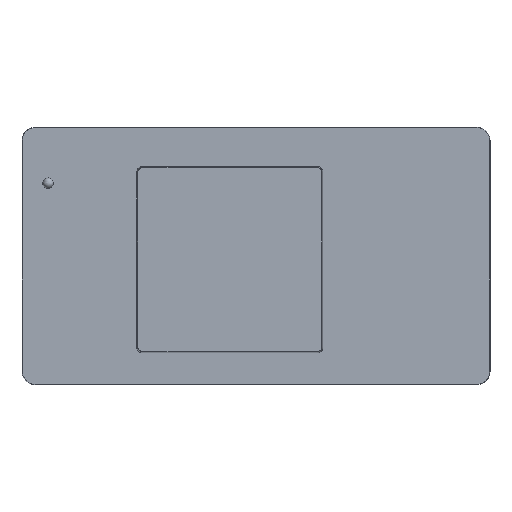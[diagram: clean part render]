
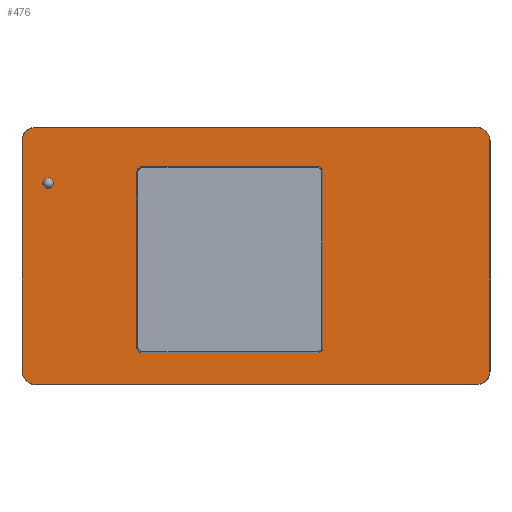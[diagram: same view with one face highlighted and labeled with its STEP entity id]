
A CAD part, top view. The second image highlights one B-rep face of the part: STEP entity #476.
In plain terms, the highlighted planar face has unit normal (0, 0, 1).
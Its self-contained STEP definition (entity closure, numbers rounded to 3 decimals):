
#62=DIRECTION('',(-1.,0.,0.));
#63=VECTOR('',#62,16.964);
#64=CARTESIAN_POINT('',(17.482,9.882,1.04));
#65=LINE('',#64,#63);
#70=CARTESIAN_POINT('',(17.982,9.382,1.04));
#71=CARTESIAN_POINT('',(17.982,9.549,1.04));
#72=CARTESIAN_POINT('',(17.856,9.756,1.04));
#73=CARTESIAN_POINT('',(17.649,9.882,1.04));
#74=CARTESIAN_POINT('',(17.482,9.882,1.04));
#76=DIRECTION('',(0.,1.,0.));
#77=VECTOR('',#76,8.864);
#78=CARTESIAN_POINT('',(17.982,0.518,1.04));
#79=LINE('',#78,#77);
#80=CARTESIAN_POINT('',(17.482,0.018,1.04));
#81=CARTESIAN_POINT('',(17.649,0.018,1.04));
#82=CARTESIAN_POINT('',(17.856,0.144,1.04));
#83=CARTESIAN_POINT('',(17.982,0.351,1.04));
#84=CARTESIAN_POINT('',(17.982,0.518,1.04));
#86=DIRECTION('',(1.,0.,0.));
#87=VECTOR('',#86,16.964);
#88=CARTESIAN_POINT('',(0.518,0.018,1.04));
#89=LINE('',#88,#87);
#90=CARTESIAN_POINT('',(0.018,0.518,1.04));
#91=CARTESIAN_POINT('',(0.018,0.351,1.04));
#92=CARTESIAN_POINT('',(0.144,0.144,1.04));
#93=CARTESIAN_POINT('',(0.351,0.018,1.04));
#94=CARTESIAN_POINT('',(0.518,0.018,1.04));
#96=CARTESIAN_POINT('',(0.518,9.882,1.04));
#97=CARTESIAN_POINT('',(0.351,9.882,1.04));
#98=CARTESIAN_POINT('',(0.144,9.756,1.04));
#99=CARTESIAN_POINT('',(0.018,9.549,1.04));
#100=CARTESIAN_POINT('',(0.018,9.382,1.04));
#102=DIRECTION('',(0.,-1.,0.));
#103=VECTOR('',#102,6.75);
#104=CARTESIAN_POINT('',(4.418,8.182,1.04));
#105=LINE('',#104,#103);
#106=DIRECTION('',(1.,0.,0.));
#107=VECTOR('',#106,6.75);
#108=CARTESIAN_POINT('',(4.618,1.232,1.04));
#109=LINE('',#108,#107);
#110=DIRECTION('',(0.,1.,0.));
#111=VECTOR('',#110,6.75);
#112=CARTESIAN_POINT('',(11.568,1.432,1.04));
#113=LINE('',#112,#111);
#114=DIRECTION('',(-1.,0.,0.));
#115=VECTOR('',#114,6.75);
#116=CARTESIAN_POINT('',(11.368,8.382,1.04));
#117=LINE('',#116,#115);
#118=CARTESIAN_POINT('',(1.,7.75,1.04));
#119=DIRECTION('',(0.,0.,-1.));
#120=DIRECTION('',(0.,1.,0.));
#121=AXIS2_PLACEMENT_3D('',#118,#119,#120);
#123=CARTESIAN_POINT('',(1.,7.75,1.04));
#124=DIRECTION('',(0.,0.,-1.));
#125=DIRECTION('',(0.,-1.,0.));
#126=AXIS2_PLACEMENT_3D('',#123,#124,#125);
#148=DIRECTION('',(0.,-1.,0.));
#149=VECTOR('',#148,8.864);
#150=CARTESIAN_POINT('',(0.018,9.382,1.04));
#151=LINE('',#150,#149);
#208=CARTESIAN_POINT('',(11.368,8.382,1.04));
#209=CARTESIAN_POINT('',(11.435,8.382,1.04));
#210=CARTESIAN_POINT('',(11.518,8.331,1.04));
#211=CARTESIAN_POINT('',(11.568,8.249,1.04));
#212=CARTESIAN_POINT('',(11.568,8.182,1.04));
#226=CARTESIAN_POINT('',(4.418,8.182,1.04));
#227=CARTESIAN_POINT('',(4.418,8.249,1.04));
#228=CARTESIAN_POINT('',(4.469,8.331,1.04));
#229=CARTESIAN_POINT('',(4.551,8.382,1.04));
#230=CARTESIAN_POINT('',(4.618,8.382,1.04));
#232=CARTESIAN_POINT('',(11.568,1.432,1.04));
#233=CARTESIAN_POINT('',(11.568,1.365,1.04));
#234=CARTESIAN_POINT('',(11.518,1.282,1.04));
#235=CARTESIAN_POINT('',(11.435,1.232,1.04));
#236=CARTESIAN_POINT('',(11.368,1.232,1.04));
#246=CARTESIAN_POINT('',(4.618,1.232,1.04));
#247=CARTESIAN_POINT('',(4.551,1.232,1.04));
#248=CARTESIAN_POINT('',(4.469,1.282,1.04));
#249=CARTESIAN_POINT('',(4.418,1.365,1.04));
#250=CARTESIAN_POINT('',(4.418,1.432,1.04));
#300=CARTESIAN_POINT('',(17.482,9.882,1.04));
#301=CARTESIAN_POINT('',(0.518,9.882,1.04));
#302=VERTEX_POINT('',#300);
#303=VERTEX_POINT('',#301);
#304=CARTESIAN_POINT('',(0.018,9.382,1.04));
#305=CARTESIAN_POINT('',(0.018,0.518,1.04));
#306=VERTEX_POINT('',#304);
#307=VERTEX_POINT('',#305);
#308=CARTESIAN_POINT('',(0.518,0.018,1.04));
#309=CARTESIAN_POINT('',(17.482,0.018,1.04));
#310=VERTEX_POINT('',#308);
#311=VERTEX_POINT('',#309);
#312=CARTESIAN_POINT('',(17.982,0.518,1.04));
#313=CARTESIAN_POINT('',(17.982,9.382,1.04));
#314=VERTEX_POINT('',#312);
#315=VERTEX_POINT('',#313);
#332=CARTESIAN_POINT('',(11.568,1.432,1.04));
#333=CARTESIAN_POINT('',(11.568,8.182,1.04));
#334=VERTEX_POINT('',#332);
#335=VERTEX_POINT('',#333);
#336=CARTESIAN_POINT('',(11.368,8.382,1.04));
#337=CARTESIAN_POINT('',(4.618,8.382,1.04));
#338=VERTEX_POINT('',#336);
#339=VERTEX_POINT('',#337);
#340=CARTESIAN_POINT('',(4.418,8.182,1.04));
#341=CARTESIAN_POINT('',(4.418,1.432,1.04));
#342=VERTEX_POINT('',#340);
#343=VERTEX_POINT('',#341);
#344=CARTESIAN_POINT('',(4.618,1.232,1.04));
#345=CARTESIAN_POINT('',(11.368,1.232,1.04));
#346=VERTEX_POINT('',#344);
#347=VERTEX_POINT('',#345);
#364=CARTESIAN_POINT('',(1.,7.95,1.04));
#365=CARTESIAN_POINT('',(1.,7.55,1.04));
#366=VERTEX_POINT('',#364);
#367=VERTEX_POINT('',#365);
#431=CARTESIAN_POINT('',(0.,0.,1.04));
#432=DIRECTION('',(0.,0.,1.));
#433=DIRECTION('',(1.,0.,0.));
#434=AXIS2_PLACEMENT_3D('',#431,#432,#433);
#435=PLANE('',#434);
#436=ORIENTED_EDGE('',*,*,#410,.F.);
#437=ORIENTED_EDGE('',*,*,#422,.F.);
#439=ORIENTED_EDGE('',*,*,#438,.F.);
#441=ORIENTED_EDGE('',*,*,#440,.F.);
#443=ORIENTED_EDGE('',*,*,#442,.F.);
#445=ORIENTED_EDGE('',*,*,#444,.F.);
#447=ORIENTED_EDGE('',*,*,#446,.F.);
#449=ORIENTED_EDGE('',*,*,#448,.F.);
#450=EDGE_LOOP('',(#436,#437,#439,#441,#443,#445,#447,#449));
#451=FACE_OUTER_BOUND('',#450,.F.);
#453=ORIENTED_EDGE('',*,*,#452,.T.);
#455=ORIENTED_EDGE('',*,*,#454,.F.);
#457=ORIENTED_EDGE('',*,*,#456,.T.);
#459=ORIENTED_EDGE('',*,*,#458,.F.);
#461=ORIENTED_EDGE('',*,*,#460,.T.);
#463=ORIENTED_EDGE('',*,*,#462,.F.);
#465=ORIENTED_EDGE('',*,*,#464,.T.);
#467=ORIENTED_EDGE('',*,*,#466,.F.);
#468=EDGE_LOOP('',(#453,#455,#457,#459,#461,#463,#465,#467));
#469=FACE_BOUND('',#468,.F.);
#471=ORIENTED_EDGE('',*,*,#470,.F.);
#473=ORIENTED_EDGE('',*,*,#472,.F.);
#474=EDGE_LOOP('',(#471,#473));
#475=FACE_BOUND('',#474,.F.);
#476=ADVANCED_FACE('',(#451,#469,#475),#435,.T.);
#75=B_SPLINE_CURVE_WITH_KNOTS('',3,(#70,#71,#72,#73,#74),.UNSPECIFIED.,.F.,.F.,(
4,1,4),(0.,0.5,1.),.UNSPECIFIED.);
#85=B_SPLINE_CURVE_WITH_KNOTS('',3,(#80,#81,#82,#83,#84),.UNSPECIFIED.,.F.,.F.,(
4,1,4),(0.,0.5,1.),.UNSPECIFIED.);
#95=B_SPLINE_CURVE_WITH_KNOTS('',3,(#90,#91,#92,#93,#94),.UNSPECIFIED.,.F.,.F.,(
4,1,4),(0.,0.5,1.),.UNSPECIFIED.);
#101=B_SPLINE_CURVE_WITH_KNOTS('',3,(#96,#97,#98,#99,#100),.UNSPECIFIED.,.F.,
.F.,(4,1,4),(0.,0.5,1.),.UNSPECIFIED.);
#122=CIRCLE('',#121,0.2);
#127=CIRCLE('',#126,0.2);
#213=B_SPLINE_CURVE_WITH_KNOTS('',3,(#208,#209,#210,#211,#212),.UNSPECIFIED.,
.F.,.F.,(4,1,4),(0.,0.5,1.),.UNSPECIFIED.);
#231=B_SPLINE_CURVE_WITH_KNOTS('',3,(#226,#227,#228,#229,#230),.UNSPECIFIED.,
.F.,.F.,(4,1,4),(0.,0.5,1.),.UNSPECIFIED.);
#237=B_SPLINE_CURVE_WITH_KNOTS('',3,(#232,#233,#234,#235,#236),.UNSPECIFIED.,
.F.,.F.,(4,1,4),(0.,0.5,1.),.UNSPECIFIED.);
#251=B_SPLINE_CURVE_WITH_KNOTS('',3,(#246,#247,#248,#249,#250),.UNSPECIFIED.,
.F.,.F.,(4,1,4),(0.,0.5,1.),.UNSPECIFIED.);
#410=EDGE_CURVE('',#302,#303,#65,.T.);
#422=EDGE_CURVE('',#315,#302,#75,.T.);
#438=EDGE_CURVE('',#314,#315,#79,.T.);
#440=EDGE_CURVE('',#311,#314,#85,.T.);
#442=EDGE_CURVE('',#310,#311,#89,.T.);
#444=EDGE_CURVE('',#307,#310,#95,.T.);
#446=EDGE_CURVE('',#306,#307,#151,.T.);
#448=EDGE_CURVE('',#303,#306,#101,.T.);
#452=EDGE_CURVE('',#342,#343,#105,.T.);
#454=EDGE_CURVE('',#346,#343,#251,.T.);
#456=EDGE_CURVE('',#346,#347,#109,.T.);
#458=EDGE_CURVE('',#334,#347,#237,.T.);
#460=EDGE_CURVE('',#334,#335,#113,.T.);
#462=EDGE_CURVE('',#338,#335,#213,.T.);
#464=EDGE_CURVE('',#338,#339,#117,.T.);
#466=EDGE_CURVE('',#342,#339,#231,.T.);
#470=EDGE_CURVE('',#366,#367,#122,.T.);
#472=EDGE_CURVE('',#367,#366,#127,.T.);
